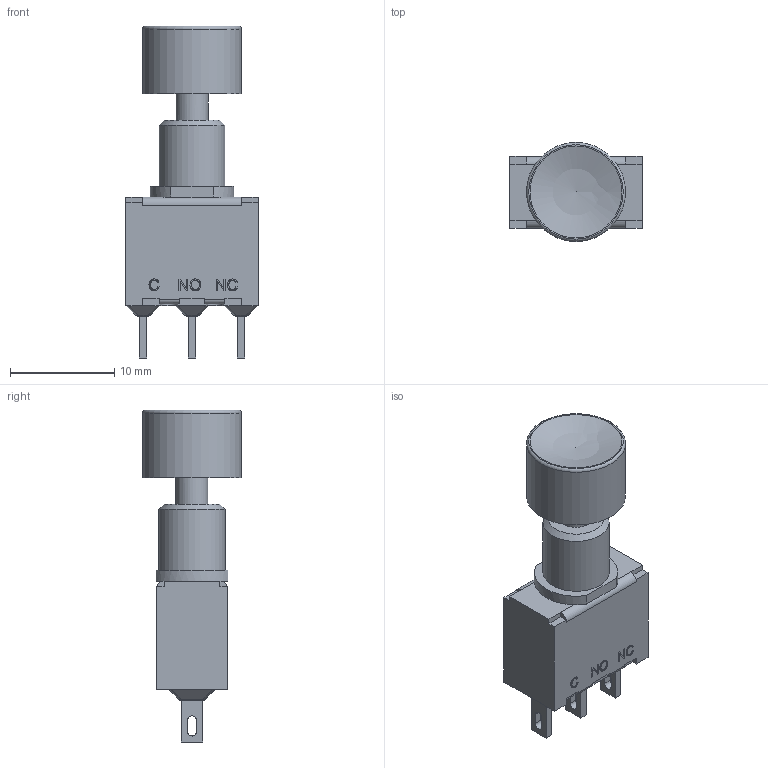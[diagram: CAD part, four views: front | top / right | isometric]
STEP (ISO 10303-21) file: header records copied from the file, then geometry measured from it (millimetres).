
FILE_DESCRIPTION((' '),'2;1');
FILE_NAME('700SP7B10M1xExC2xxx.stp','2017-07-20T14:32:40',(' '),(' '),' ','ACIS',' ');
FILE_SCHEMA(('CONFIG_CONTROL_DESIGN'));
Length unit declared in the file: inch
Products named in the file (1): 700SP7B10M1xExC2xxx.stp
Bounding box: 12.7 x 9.5 x 31.84 mm (x, y, z)
Volume: 1492.6 mm3; surface area: 1472 mm2
Topology: 1 solids, 3 shells, 299 faces, 765 edges, 488 vertices
Faces by surface type: plane 191, cylinder 67, bspline 24, sphere 13, torus 2, cone 2
Full cylindrical faces by diameter (mm): 2 x1, 3.1 x2, 5 x1, 7.5 x1, 9.5 x1
Entity records: 9309 total; most frequent: CARTESIAN_POINT 2131, ORIENTED_EDGE 1500, DIRECTION 1380, EDGE_CURVE 750, VECTOR 524, LINE 524, VERTEX_POINT 483, AXIS2_PLACEMENT_3D 428
